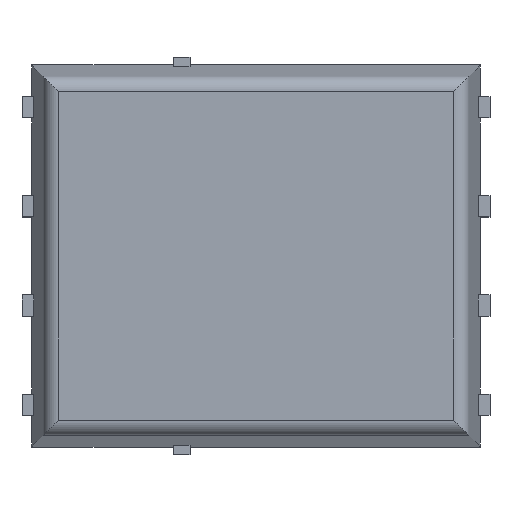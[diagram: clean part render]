
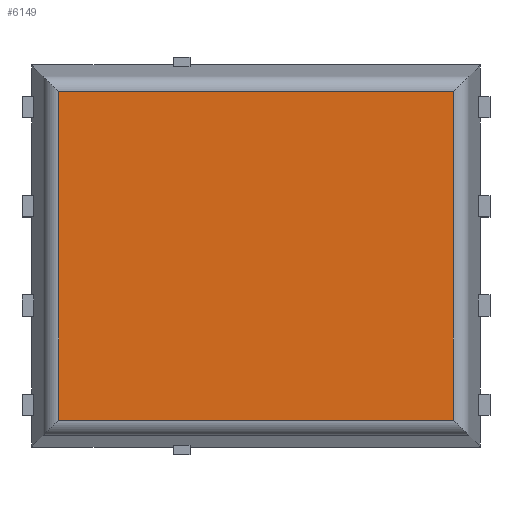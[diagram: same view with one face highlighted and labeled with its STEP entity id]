
A CAD part, top view. The second image highlights one B-rep face of the part: STEP entity #6149.
In plain terms, the highlighted face is planar.
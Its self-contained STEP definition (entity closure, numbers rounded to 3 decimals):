
#4557=DIRECTION('',(0.,0.,-1.));
#4558=VECTOR('',#4557,4.212);
#4559=CARTESIAN_POINT('',(2.531,1.,2.106));
#4560=LINE('',#4559,#4558);
#4564=DIRECTION('',(1.,0.,0.));
#4565=VECTOR('',#4564,5.062);
#4566=CARTESIAN_POINT('',(-2.531,1.,2.106));
#4567=LINE('',#4566,#4565);
#4571=DIRECTION('',(0.,0.,1.));
#4572=VECTOR('',#4571,4.212);
#4573=CARTESIAN_POINT('',(-2.531,1.,-2.106));
#4574=LINE('',#4573,#4572);
#4578=DIRECTION('',(-1.,0.,0.));
#4579=VECTOR('',#4578,5.062);
#4580=CARTESIAN_POINT('',(2.531,1.,-2.106));
#4581=LINE('',#4580,#4579);
#5233=CARTESIAN_POINT('',(2.531,1.,2.106));
#5234=CARTESIAN_POINT('',(2.531,1.,-2.106));
#5235=VERTEX_POINT('',#5233);
#5236=VERTEX_POINT('',#5234);
#5237=CARTESIAN_POINT('',(-2.531,1.,-2.106));
#5238=VERTEX_POINT('',#5237);
#5243=CARTESIAN_POINT('',(-2.531,1.,2.106));
#5244=VERTEX_POINT('',#5243);
#6135=CARTESIAN_POINT('',(0.,1.,0.));
#6136=DIRECTION('',(0.,1.,0.));
#6137=DIRECTION('',(1.,0.,0.));
#6138=AXIS2_PLACEMENT_3D('',#6135,#6136,#6137);
#6139=PLANE('',#6138);
#6141=ORIENTED_EDGE('',*,*,#6140,.F.);
#6143=ORIENTED_EDGE('',*,*,#6142,.F.);
#6145=ORIENTED_EDGE('',*,*,#6144,.F.);
#6146=ORIENTED_EDGE('',*,*,#6125,.F.);
#6147=EDGE_LOOP('',(#6141,#6143,#6145,#6146));
#6148=FACE_OUTER_BOUND('',#6147,.F.);
#6149=ADVANCED_FACE('',(#6148),#6139,.T.);
#6125=EDGE_CURVE('',#5236,#5238,#4581,.T.);
#6140=EDGE_CURVE('',#5235,#5236,#4560,.T.);
#6142=EDGE_CURVE('',#5244,#5235,#4567,.T.);
#6144=EDGE_CURVE('',#5238,#5244,#4574,.T.);
